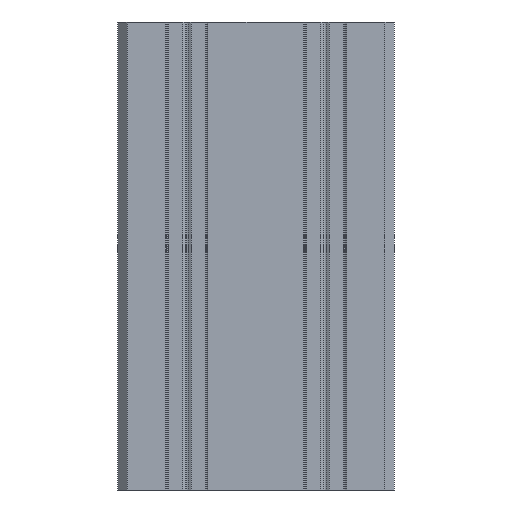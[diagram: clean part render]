
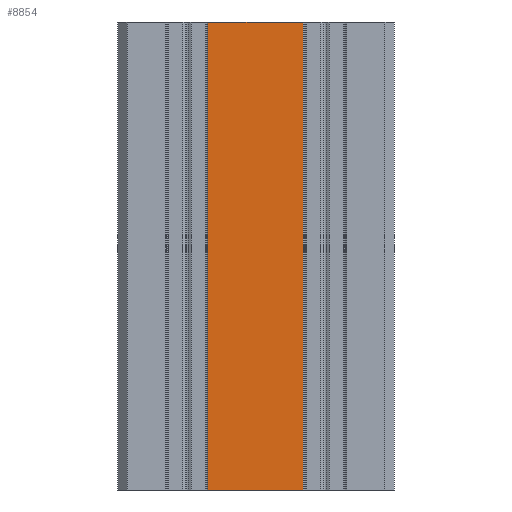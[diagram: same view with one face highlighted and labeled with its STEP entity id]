
A CAD part, left-side view. The second image highlights one B-rep face of the part: STEP entity #8854.
In plain terms, the highlighted planar face has unit normal (-1, 0, 0).
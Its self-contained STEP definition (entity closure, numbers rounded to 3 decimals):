
#172 = ORIENTED_EDGE ( 'NONE', *, *, #11649, .F. ) ;
#973 = DIRECTION ( 'NONE',  ( 0., 0., 1. ) ) ;
#1001 = DIRECTION ( 'NONE',  ( -1., 0., 0. ) ) ;
#1425 = ORIENTED_EDGE ( 'NONE', *, *, #11372, .T. ) ;
#2032 = PLANE ( 'NONE',  #4691 ) ;
#2221 = DIRECTION ( 'NONE',  ( 0., 0., 1. ) ) ;
#2887 = EDGE_CURVE ( 'NONE', #4091, #8010, #8873, .T. ) ;
#3032 = VECTOR ( 'NONE', #973, 1000. ) ;
#3065 = VECTOR ( 'NONE', #4283, 1000. ) ;
#3609 = CARTESIAN_POINT ( 'NONE',  ( -30., -10.259, 50.8 ) ) ;
#4007 = CARTESIAN_POINT ( 'NONE',  ( -30., -10.259, 50.8 ) ) ;
#4091 = VERTEX_POINT ( 'NONE', #11781 ) ;
#4098 = CARTESIAN_POINT ( 'NONE',  ( -30., 0., 50.8 ) ) ;
#4283 = DIRECTION ( 'NONE',  ( 0., 1., 0. ) ) ;
#4691 = AXIS2_PLACEMENT_3D ( 'NONE', #4098, #1001, #2221 ) ;
#5588 = DIRECTION ( 'NONE',  ( 0., 1., 0. ) ) ;
#6429 = EDGE_CURVE ( 'NONE', #9379, #11080, #11145, .T. ) ;
#6713 = ORIENTED_EDGE ( 'NONE', *, *, #6429, .T. ) ;
#7472 = CARTESIAN_POINT ( 'NONE',  ( -30., 0., 50.8 ) ) ;
#7765 = CARTESIAN_POINT ( 'NONE',  ( -30., 10.459, -50.8 ) ) ;
#8010 = VERTEX_POINT ( 'NONE', #8881 ) ;
#8854 = ADVANCED_FACE ( 'NONE', ( #11867 ), #2032, .T. ) ;
#8873 = LINE ( 'NONE', #7765, #3032 ) ;
#8881 = CARTESIAN_POINT ( 'NONE',  ( -30., 10.459, 50.8 ) ) ;
#9379 = VERTEX_POINT ( 'NONE', #9456 ) ;
#9456 = CARTESIAN_POINT ( 'NONE',  ( -30., -10.259, -50.8 ) ) ;
#9541 = LINE ( 'NONE', #7472, #9681 ) ;
#9681 = VECTOR ( 'NONE', #5588, 1000. ) ;
#10049 = CARTESIAN_POINT ( 'NONE',  ( -30., 0., -50.8 ) ) ;
#11019 = LINE ( 'NONE', #10049, #3065 ) ;
#11080 = VERTEX_POINT ( 'NONE', #3609 ) ;
#11145 = LINE ( 'NONE', #4007, #11559 ) ;
#11372 = EDGE_CURVE ( 'NONE', #11080, #8010, #9541, .T. ) ;
#11559 = VECTOR ( 'NONE', #12184, 1000. ) ;
#11649 = EDGE_CURVE ( 'NONE', #9379, #4091, #11019, .T. ) ;
#11781 = CARTESIAN_POINT ( 'NONE',  ( -30., 10.459, -50.8 ) ) ;
#11867 = FACE_OUTER_BOUND ( 'NONE', #12725, .T. ) ;
#12184 = DIRECTION ( 'NONE',  ( 0., 0., 1. ) ) ;
#12471 = ORIENTED_EDGE ( 'NONE', *, *, #2887, .F. ) ;
#12725 = EDGE_LOOP ( 'NONE', ( #172, #6713, #1425, #12471 ) ) ;
